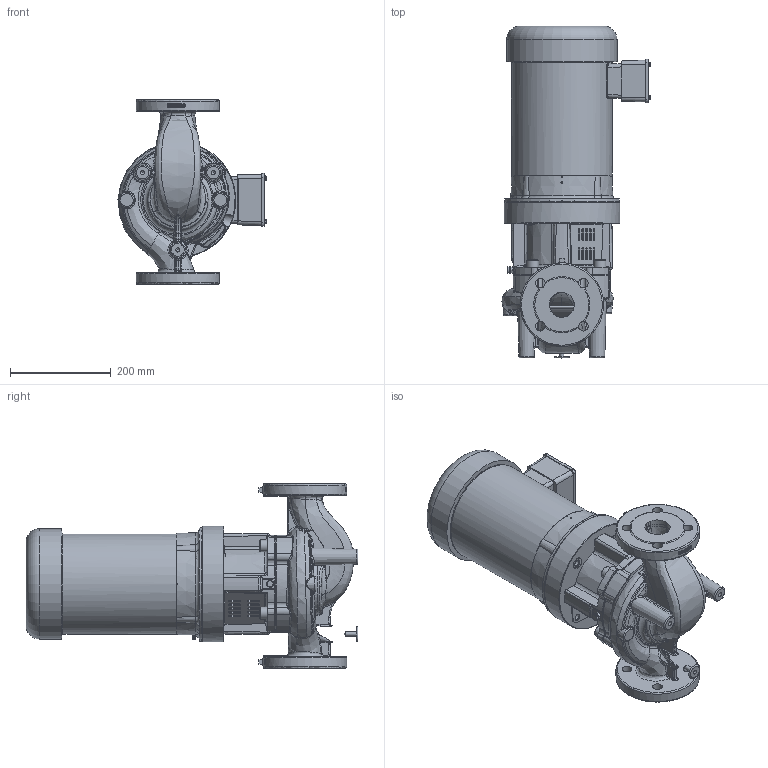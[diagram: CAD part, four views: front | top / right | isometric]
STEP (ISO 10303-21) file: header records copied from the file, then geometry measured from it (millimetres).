
FILE_DESCRIPTION(/* description */ (''),/* implementation_level */ '2;1');
FILE_NAME(/* name */ '2760760 - PUMP IL2-80_280-2-S1E 460V_3_60 TEFC_Shrinkwrap_1.stp',/* time_stamp */ '2022-03-22T15:25:31-05:00',/* author */ ('faliszekte'),/* organization */ (''),/* preprocessor_version */ 'ST-DEVELOPER v18.1',/* originating_system */ 'Autodesk Inventor 2021',/* authorisation */ '');
FILE_SCHEMA (('AUTOMOTIVE_DESIGN { 1 0 10303 214 3 1 1 }'));
Products named in the file (1): 2760760 - PUMP IL2-80_280-2-S1E 460V_3_60 TEFC_Shrinkwrap_1
Bounding box: 293.43 x 657.09 x 368.3 mm (x, y, z)
Surface area: 947966.9 mm2 (no closed solid volume)
Topology: 0 solids, 26 shells, 2783 faces, 7847 edges, 5102 vertices
Faces by surface type: plane 1071, cylinder 731, bspline 709, cone 175, torus 54, sphere 43
Full cylindrical faces by diameter (mm): 3.734 x1, 3.768 x1, 5 x1, 8.38 x3, 8.6 x2, 9 x2, 10.516 x4, 11.1 x1, 13.5 x6, 13.8 x2, 19.05 x8, 23.812 x4, 27 x1, 28.569 x1, 33.05 x1, 85.25 x1, 116 x1, 165.1 x2, 199.542 x1, 215.862 x1, 218.328 x1, 229 x1
Entity records: 174796 total; most frequent: CARTESIAN_POINT 104561, ORIENTED_EDGE 14674, DIRECTION 12763, EDGE_CURVE 7802, VERTEX_POINT 5101, AXIS2_PLACEMENT_3D 4669, LINE 3425, VECTOR 3425
